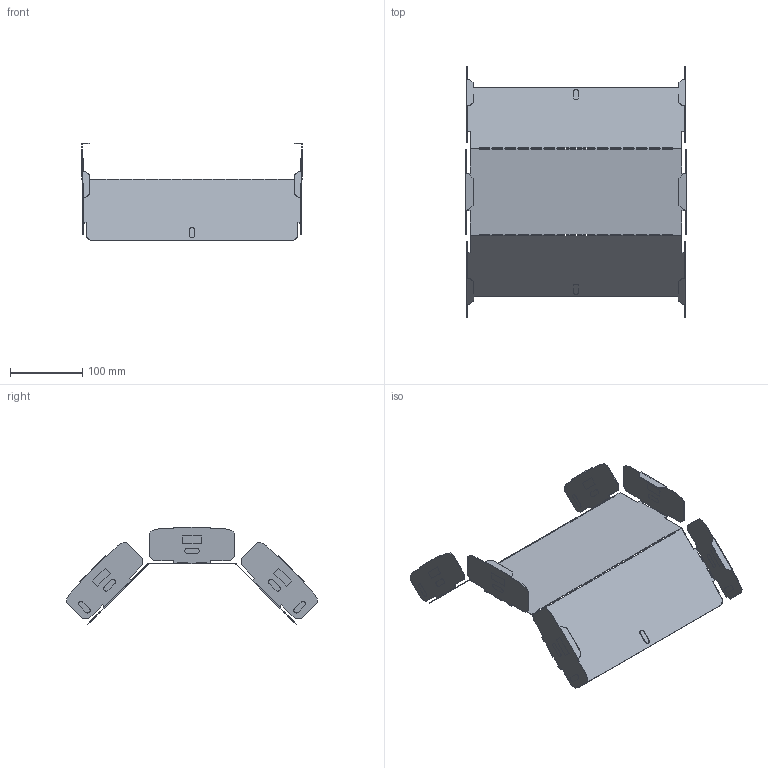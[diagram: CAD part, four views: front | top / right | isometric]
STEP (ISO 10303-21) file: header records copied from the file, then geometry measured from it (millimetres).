
FILE_DESCRIPTION(/* description */ (''),/* implementation_level */ '2;1');
FILE_NAME(/* name */ '485239.stp',/* time_stamp */ '2023-12-19T13:47:46+01:00',/* author */ ('bonnaudn'),/* organization */ (''),/* preprocessor_version */ 'ST-DEVELOPER v19.2',/* originating_system */ 'AutoCAD Mechanical',/* authorisation */ '');
FILE_SCHEMA (('AUTOMOTIVE_DESIGN { 1 0 10303 214 3 1 1 }'));
Length unit declared in the file: millimetre
Products named in the file (1): Product
Bounding box: 304.79 x 346.09 x 134.46 mm (x, y, z)
Volume: 111647.1 mm3; surface area: 288404.5 mm2
Topology: 1 solids, 37 shells, 362 faces, 1368 edges, 960 vertices
Faces by surface type: plane 362
Entity records: 14449 total; most frequent: CARTESIAN_POINT 2691, ORIENTED_EDGE 2592, DIRECTION 2142, EDGE_CURVE 1368, LINE 1320, VECTOR 1320, VERTEX_POINT 960, AXIS2_PLACEMENT_3D 411
